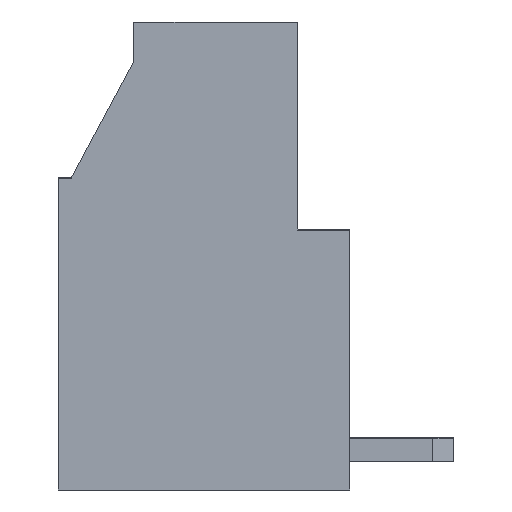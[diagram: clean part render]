
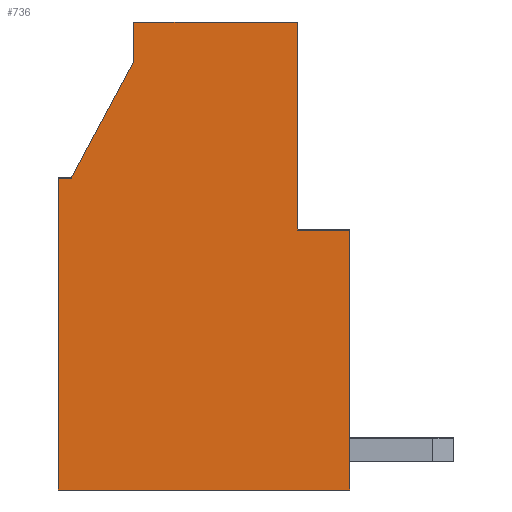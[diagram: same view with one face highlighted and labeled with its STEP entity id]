
A CAD part, front view. The second image highlights one B-rep face of the part: STEP entity #736.
In plain terms, the highlighted planar face has unit normal (0, -1, 0).
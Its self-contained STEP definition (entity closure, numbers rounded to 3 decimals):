
#736 = ADVANCED_FACE( '', ( #1547 ), #1548, .F. );
#1547 = FACE_OUTER_BOUND( '', #2440, .T. );
#1548 = PLANE( '', #2441 );
#2440 = EDGE_LOOP( '', ( #4477, #4478, #4479, #4480, #4481, #4482, #4483, #4484, #4485 ) );
#2441 = AXIS2_PLACEMENT_3D( '', #4486, #4487, #4488 );
#4477 = ORIENTED_EDGE( '', *, *, #6293, .T. );
#4478 = ORIENTED_EDGE( '', *, *, #5937, .T. );
#4479 = ORIENTED_EDGE( '', *, *, #5504, .T. );
#4480 = ORIENTED_EDGE( '', *, *, #5960, .T. );
#4481 = ORIENTED_EDGE( '', *, *, #6294, .T. );
#4482 = ORIENTED_EDGE( '', *, *, #6295, .T. );
#4483 = ORIENTED_EDGE( '', *, *, #6130, .F. );
#4484 = ORIENTED_EDGE( '', *, *, #5964, .F. );
#4485 = ORIENTED_EDGE( '', *, *, #6296, .F. );
#4486 = CARTESIAN_POINT( '', ( 12.32, -2.5, -5.26 ) );
#4487 = DIRECTION( '', ( 0., 1., 0. ) );
#4488 = DIRECTION( '', ( 1., 0., 0. ) );
#5504 = EDGE_CURVE( '', #6602, #6614, #6616, .T. );
#5937 = EDGE_CURVE( '', #7348, #6602, #7349, .T. );
#5960 = EDGE_CURVE( '', #6614, #7382, #7384, .T. );
#5964 = EDGE_CURVE( '', #7389, #7391, #7392, .T. );
#6130 = EDGE_CURVE( '', #7391, #7634, #7635, .T. );
#6293 = EDGE_CURVE( '', #7839, #7348, #7840, .T. );
#6294 = EDGE_CURVE( '', #7382, #7841, #7842, .T. );
#6295 = EDGE_CURVE( '', #7841, #7634, #7843, .T. );
#6296 = EDGE_CURVE( '', #7839, #7389, #7844, .T. );
#6602 = VERTEX_POINT( '', #8210 );
#6614 = VERTEX_POINT( '', #8228 );
#6616 = LINE( '', #8231, #8232 );
#7348 = VERTEX_POINT( '', #9311 );
#7349 = LINE( '', #9312, #9313 );
#7382 = VERTEX_POINT( '', #9362 );
#7384 = LINE( '', #9365, #9366 );
#7389 = VERTEX_POINT( '', #9372 );
#7391 = VERTEX_POINT( '', #9375 );
#7392 = LINE( '', #9376, #9377 );
#7634 = VERTEX_POINT( '', #9734 );
#7635 = LINE( '', #9735, #9736 );
#7839 = VERTEX_POINT( '', #10042 );
#7840 = LINE( '', #10043, #10044 );
#7841 = VERTEX_POINT( '', #10045 );
#7842 = LINE( '', #10046, #10047 );
#7843 = LINE( '', #10048, #10049 );
#7844 = LINE( '', #10050, #10051 );
#8210 = CARTESIAN_POINT( '', ( 11.2, -2.5, 0. ) );
#8228 = CARTESIAN_POINT( '', ( 11.2, -2.5, 10. ) );
#8231 = CARTESIAN_POINT( '', ( 11.2, -2.5, -1. ) );
#8232 = VECTOR( '', #10447, 1000. );
#9311 = CARTESIAN_POINT( '', ( 0., -2.5, 0. ) );
#9312 = CARTESIAN_POINT( '', ( 5.35, -2.5, 0. ) );
#9313 = VECTOR( '', #10831, 1000. );
#9362 = CARTESIAN_POINT( '', ( 9.2, -2.5, 10. ) );
#9365 = CARTESIAN_POINT( '', ( 5.35, -2.5, 10. ) );
#9366 = VECTOR( '', #10849, 1000. );
#9372 = CARTESIAN_POINT( '', ( 0.5, -2.5, 12. ) );
#9375 = CARTESIAN_POINT( '', ( 2.9, -2.5, 16.5 ) );
#9376 = CARTESIAN_POINT( '', ( -6.433, -2.5, -1. ) );
#9377 = VECTOR( '', #10852, 1000. );
#9734 = CARTESIAN_POINT( '', ( 2.9, -2.5, 18. ) );
#9735 = CARTESIAN_POINT( '', ( 2.9, -2.5, -1. ) );
#9736 = VECTOR( '', #10995, 1000. );
#10042 = CARTESIAN_POINT( '', ( 0., -2.5, 12. ) );
#10043 = CARTESIAN_POINT( '', ( 0., -2.5, -1. ) );
#10044 = VECTOR( '', #11116, 1000. );
#10045 = CARTESIAN_POINT( '', ( 9.2, -2.5, 18. ) );
#10046 = CARTESIAN_POINT( '', ( 9.2, -2.5, -1. ) );
#10047 = VECTOR( '', #11117, 1000. );
#10048 = CARTESIAN_POINT( '', ( 5.35, -2.5, 18. ) );
#10049 = VECTOR( '', #11118, 1000. );
#10050 = CARTESIAN_POINT( '', ( 5.35, -2.5, 12. ) );
#10051 = VECTOR( '', #11119, 1000. );
#10447 = DIRECTION( '', ( 0., 0., 1. ) );
#10831 = DIRECTION( '', ( 1., 0., 0. ) );
#10849 = DIRECTION( '', ( -1., 0., 0. ) );
#10852 = DIRECTION( '', ( 0.471, 0., 0.882 ) );
#10995 = DIRECTION( '', ( 0., 0., 1. ) );
#11116 = DIRECTION( '', ( 0., 0., -1. ) );
#11117 = DIRECTION( '', ( 0., 0., 1. ) );
#11118 = DIRECTION( '', ( -1., 0., 0. ) );
#11119 = DIRECTION( '', ( 1., 0., 0. ) );
